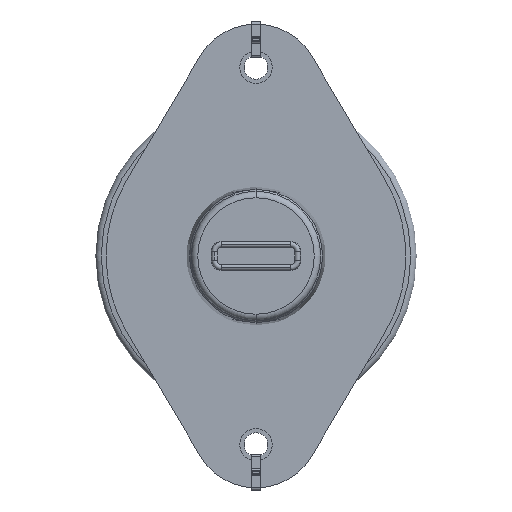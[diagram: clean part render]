
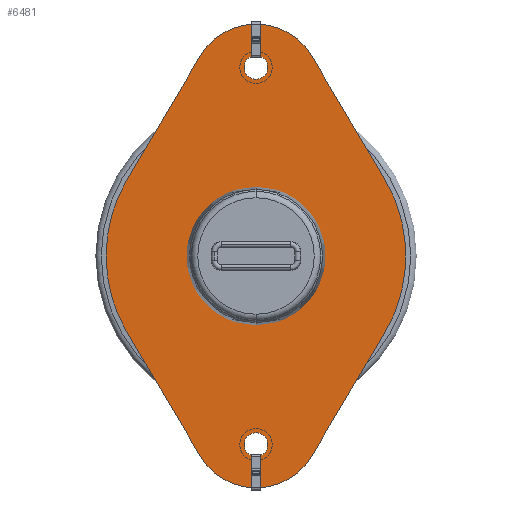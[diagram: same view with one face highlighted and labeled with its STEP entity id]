
A CAD part, front view. The second image highlights one B-rep face of the part: STEP entity #6481.
In plain terms, the highlighted planar face has unit normal (0, -1, 0).
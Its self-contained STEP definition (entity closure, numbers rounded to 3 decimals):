
#137 = FACE_BOUND ( 'NONE', #1018, .T. ) ;
#144 = FACE_BOUND ( 'NONE', #1031, .T. ) ;
#147 = FACE_BOUND ( 'NONE', #1035, .T. ) ;
#149 = FACE_OUTER_BOUND ( 'NONE', #1037, .T. ) ;
#510 = CIRCLE ( 'NONE', #2752, 5.5 ) ;
#575 = CIRCLE ( 'NONE', #2775, 69.5 ) ;
#577 = CIRCLE ( 'NONE', #2771, 5.5 ) ;
#590 = CIRCLE ( 'NONE', #2779, 5.5 ) ;
#593 = LINE ( 'NONE', #2321, #609 ) ;
#609 = VECTOR ( 'NONE', #2322, 1000. ) ;
#610 = CIRCLE ( 'NONE', #2783, 30. ) ;
#619 = CIRCLE ( 'NONE', #2782, 69.5 ) ;
#622 = CIRCLE ( 'NONE', #2781, 69.5 ) ;
#634 = LINE ( 'NONE', #2347, #635 ) ;
#635 = VECTOR ( 'NONE', #2348, 1000. ) ;
#643 = CIRCLE ( 'NONE', #2785, 30. ) ;
#644 = LINE ( 'NONE', #2358, #645 ) ;
#645 = VECTOR ( 'NONE', #2359, 1000. ) ;
#1018 = EDGE_LOOP ( 'NONE', ( #5825, #5824 ) ) ;
#1031 = EDGE_LOOP ( 'NONE', ( #5823, #5822 ) ) ;
#1035 = EDGE_LOOP ( 'NONE', ( #5821, #5820 ) ) ;
#1037 = EDGE_LOOP ( 'NONE', ( #5818, #5817, #5819, #5816, #5815, #5813, #5814, #5842, #6047 ) ) ;
#1609 = PLANE ( 'NONE',  #7948 ) ;
#1612 = CARTESIAN_POINT ( 'NONE',  ( 0., -8., 0. ) ) ;
#1613 = DIRECTION ( 'NONE',  ( 0., -1., 0. ) ) ;
#1614 = DIRECTION ( 'NONE',  ( 1., 0., 0. ) ) ;
#2181 = CARTESIAN_POINT ( 'NONE',  ( 0., -8., -87.5 ) ) ;
#2189 = DIRECTION ( 'NONE',  ( 0., -1., 0. ) ) ;
#2190 = DIRECTION ( 'NONE',  ( 1., 0., 0. ) ) ;
#2268 = CARTESIAN_POINT ( 'NONE',  ( 0., -8., 0. ) ) ;
#2276 = DIRECTION ( 'NONE',  ( 0., -1., 0. ) ) ;
#2277 = DIRECTION ( 'NONE',  ( 1., 0., 0. ) ) ;
#2278 = CARTESIAN_POINT ( 'NONE',  ( 0., -8., 87.5 ) ) ;
#2279 = DIRECTION ( 'NONE',  ( 0., -1., 0. ) ) ;
#2280 = DIRECTION ( 'NONE',  ( 1., 0., 0. ) ) ;
#2292 = CARTESIAN_POINT ( 'NONE',  ( 0., -8., 87.5 ) ) ;
#2293 = DIRECTION ( 'NONE',  ( 0., -1., 0. ) ) ;
#2294 = DIRECTION ( 'NONE',  ( 1., 0., 0. ) ) ;
#2306 = CARTESIAN_POINT ( 'NONE',  ( 0., -8., -77.5 ) ) ;
#2314 = CARTESIAN_POINT ( 'NONE',  ( 0., -8., 0. ) ) ;
#2315 = DIRECTION ( 'NONE',  ( 0., -1., 0. ) ) ;
#2316 = DIRECTION ( 'NONE',  ( 1., 0., 0. ) ) ;
#2321 = CARTESIAN_POINT ( 'NONE',  ( -59.795, -8., -35.423 ) ) ;
#2322 = DIRECTION ( 'NONE',  ( 0.51, 0., -0.86 ) ) ;
#2325 = DIRECTION ( 'NONE',  ( 0., -1., 0. ) ) ;
#2326 = DIRECTION ( 'NONE',  ( 1., 0., 0. ) ) ;
#2330 = CARTESIAN_POINT ( 'NONE',  ( 0., -8., 0. ) ) ;
#2331 = DIRECTION ( 'NONE',  ( 0., -1., 0. ) ) ;
#2332 = DIRECTION ( 'NONE',  ( 1., 0., 0. ) ) ;
#2347 = CARTESIAN_POINT ( 'NONE',  ( -25.811, -8., 92.79 ) ) ;
#2348 = DIRECTION ( 'NONE',  ( -0.51, 0., -0.86 ) ) ;
#2353 = CARTESIAN_POINT ( 'NONE',  ( 0., -8., 77.5 ) ) ;
#2354 = DIRECTION ( 'NONE',  ( 0., -1., 0. ) ) ;
#2355 = DIRECTION ( 'NONE',  ( -1., 0., 0. ) ) ;
#2358 = CARTESIAN_POINT ( 'NONE',  ( 59.795, -8., 35.423 ) ) ;
#2359 = DIRECTION ( 'NONE',  ( -0.51, 0., 0.86 ) ) ;
#2752 = AXIS2_PLACEMENT_3D ( 'NONE', #2181, #2189, #2190 ) ;
#2771 = AXIS2_PLACEMENT_3D ( 'NONE', #2278, #2279, #2280 ) ;
#2775 = AXIS2_PLACEMENT_3D ( 'NONE', #2268, #2276, #2277 ) ;
#2779 = AXIS2_PLACEMENT_3D ( 'NONE', #2292, #2293, #2294 ) ;
#2781 = AXIS2_PLACEMENT_3D ( 'NONE', #2330, #2331, #2332 ) ;
#2782 = AXIS2_PLACEMENT_3D ( 'NONE', #2314, #2325, #2326 ) ;
#2783 = AXIS2_PLACEMENT_3D ( 'NONE', #2306, #2315, #2316 ) ;
#2785 = AXIS2_PLACEMENT_3D ( 'NONE', #2353, #2354, #2355 ) ;
#3073 = AXIS2_PLACEMENT_3D ( 'NONE', #4407, #4416, #4417 ) ;
#3074 = AXIS2_PLACEMENT_3D ( 'NONE', #4415, #4422, #4423 ) ;
#3076 = AXIS2_PLACEMENT_3D ( 'NONE', #4419, #4427, #4428 ) ;
#4407 = CARTESIAN_POINT ( 'NONE',  ( 0., -8., 0. ) ) ;
#4413 = CARTESIAN_POINT ( 'NONE',  ( 25.811, -8., -92.79 ) ) ;
#4414 = DIRECTION ( 'NONE',  ( 0.51, 0., 0.86 ) ) ;
#4415 = CARTESIAN_POINT ( 'NONE',  ( 0., -8., 0. ) ) ;
#4416 = DIRECTION ( 'NONE',  ( 0., -1., 0. ) ) ;
#4417 = DIRECTION ( 'NONE',  ( 1., 0., 0. ) ) ;
#4419 = CARTESIAN_POINT ( 'NONE',  ( 0., -8., -87.5 ) ) ;
#4422 = DIRECTION ( 'NONE',  ( 0., -1., 0. ) ) ;
#4423 = DIRECTION ( 'NONE',  ( 1., 0., 0. ) ) ;
#4427 = DIRECTION ( 'NONE',  ( 0., -1., 0. ) ) ;
#4428 = DIRECTION ( 'NONE',  ( 1., 0., 0. ) ) ;
#4746 = VECTOR ( 'NONE', #4414, 1000. ) ;
#4749 = LINE ( 'NONE', #4413, #4746 ) ;
#4755 = CIRCLE ( 'NONE', #3073, 31. ) ;
#4758 = CIRCLE ( 'NONE', #3074, 31. ) ;
#4760 = CIRCLE ( 'NONE', #3076, 5.5 ) ;
#4980 = CARTESIAN_POINT ( 'NONE',  ( -5.5, -8., -87.5 ) ) ;
#4981 = CARTESIAN_POINT ( 'NONE',  ( 5.5, -8., -87.5 ) ) ;
#4984 = CARTESIAN_POINT ( 'NONE',  ( -5.5, -8., 87.5 ) ) ;
#4985 = CARTESIAN_POINT ( 'NONE',  ( 5.5, -8., 87.5 ) ) ;
#4986 = CARTESIAN_POINT ( 'NONE',  ( -69.5, -8., 0. ) ) ;
#4987 = CARTESIAN_POINT ( 'NONE',  ( -59.795, -8., -35.423 ) ) ;
#4992 = CARTESIAN_POINT ( 'NONE',  ( 25.811, -8., -92.79 ) ) ;
#4993 = CARTESIAN_POINT ( 'NONE',  ( -25.811, -8., -92.79 ) ) ;
#4994 = CARTESIAN_POINT ( 'NONE',  ( -59.795, -8., 35.423 ) ) ;
#4997 = CARTESIAN_POINT ( 'NONE',  ( -25.811, -8., 92.79 ) ) ;
#4999 = CARTESIAN_POINT ( 'NONE',  ( 25.811, -8., 92.79 ) ) ;
#5001 = CARTESIAN_POINT ( 'NONE',  ( 59.795, -8., 35.423 ) ) ;
#5003 = CARTESIAN_POINT ( 'NONE',  ( 59.795, -8., -35.423 ) ) ;
#5004 = CARTESIAN_POINT ( 'NONE',  ( 31., -8., 0. ) ) ;
#5005 = CARTESIAN_POINT ( 'NONE',  ( -31., -8., 0. ) ) ;
#5813 = ORIENTED_EDGE ( 'NONE', *, *, #7071, .T. ) ;
#5814 = ORIENTED_EDGE ( 'NONE', *, *, #7069, .T. ) ;
#5815 = ORIENTED_EDGE ( 'NONE', *, *, #7073, .T. ) ;
#5816 = ORIENTED_EDGE ( 'NONE', *, *, #7080, .T. ) ;
#5817 = ORIENTED_EDGE ( 'NONE', *, *, #7085, .T. ) ;
#5818 = ORIENTED_EDGE ( 'NONE', *, *, #7051, .T. ) ;
#5819 = ORIENTED_EDGE ( 'NONE', *, *, #7083, .T. ) ;
#5820 = ORIENTED_EDGE ( 'NONE', *, *, #7057, .F. ) ;
#5821 = ORIENTED_EDGE ( 'NONE', *, *, #7052, .F. ) ;
#5822 = ORIENTED_EDGE ( 'NONE', *, *, #7018, .F. ) ;
#5823 = ORIENTED_EDGE ( 'NONE', *, *, #7587, .F. ) ;
#5824 = ORIENTED_EDGE ( 'NONE', *, *, #7583, .F. ) ;
#5825 = ORIENTED_EDGE ( 'NONE', *, *, #7585, .F. ) ;
#5842 = ORIENTED_EDGE ( 'NONE', *, *, #7066, .T. ) ;
#6047 = ORIENTED_EDGE ( 'NONE', *, *, #7582, .T. ) ;
#6481 = ADVANCED_FACE ( 'NONE', ( #137, #144, #147, #149 ), #1609, .T. ) ;
#7018 = EDGE_CURVE ( 'NONE', #8142, #8143, #510, .T. ) ;
#7051 = EDGE_CURVE ( 'NONE', #8165, #8163, #575, .T. ) ;
#7052 = EDGE_CURVE ( 'NONE', #8147, #8146, #577, .T. ) ;
#7057 = EDGE_CURVE ( 'NONE', #8146, #8147, #590, .T. ) ;
#7066 = EDGE_CURVE ( 'NONE', #8155, #8154, #610, .T. ) ;
#7069 = EDGE_CURVE ( 'NONE', #8149, #8155, #593, .T. ) ;
#7071 = EDGE_CURVE ( 'NONE', #8148, #8149, #619, .T. ) ;
#7073 = EDGE_CURVE ( 'NONE', #8156, #8148, #622, .T. ) ;
#7080 = EDGE_CURVE ( 'NONE', #8159, #8156, #634, .T. ) ;
#7083 = EDGE_CURVE ( 'NONE', #8161, #8159, #643, .T. ) ;
#7085 = EDGE_CURVE ( 'NONE', #8163, #8161, #644, .T. ) ;
#7582 = EDGE_CURVE ( 'NONE', #8154, #8165, #4749, .T. ) ;
#7583 = EDGE_CURVE ( 'NONE', #8167, #8166, #4755, .T. ) ;
#7585 = EDGE_CURVE ( 'NONE', #8166, #8167, #4758, .T. ) ;
#7587 = EDGE_CURVE ( 'NONE', #8143, #8142, #4760, .T. ) ;
#7948 = AXIS2_PLACEMENT_3D ( 'NONE', #1612, #1613, #1614 ) ;
#8142 = VERTEX_POINT ( 'NONE', #4980 ) ;
#8143 = VERTEX_POINT ( 'NONE', #4981 ) ;
#8146 = VERTEX_POINT ( 'NONE', #4984 ) ;
#8147 = VERTEX_POINT ( 'NONE', #4985 ) ;
#8148 = VERTEX_POINT ( 'NONE', #4986 ) ;
#8149 = VERTEX_POINT ( 'NONE', #4987 ) ;
#8154 = VERTEX_POINT ( 'NONE', #4992 ) ;
#8155 = VERTEX_POINT ( 'NONE', #4993 ) ;
#8156 = VERTEX_POINT ( 'NONE', #4994 ) ;
#8159 = VERTEX_POINT ( 'NONE', #4997 ) ;
#8161 = VERTEX_POINT ( 'NONE', #4999 ) ;
#8163 = VERTEX_POINT ( 'NONE', #5001 ) ;
#8165 = VERTEX_POINT ( 'NONE', #5003 ) ;
#8166 = VERTEX_POINT ( 'NONE', #5004 ) ;
#8167 = VERTEX_POINT ( 'NONE', #5005 ) ;
